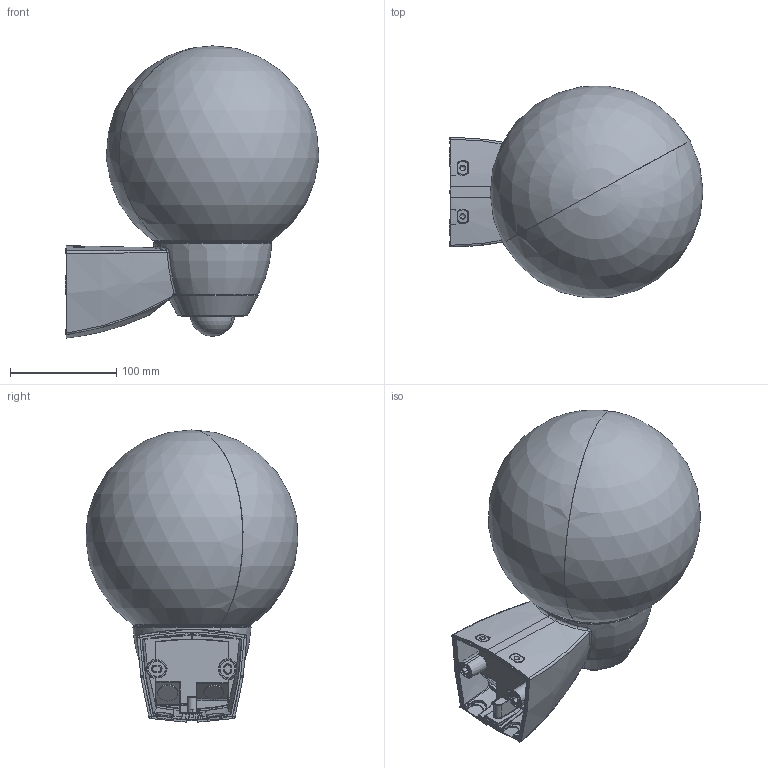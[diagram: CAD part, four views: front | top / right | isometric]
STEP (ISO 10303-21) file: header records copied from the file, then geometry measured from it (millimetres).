
FILE_DESCRIPTION('');
FILE_NAME('');
FILE_SCHEMA(('CONFIG_CONTROL_DESIGN'));
Length unit declared in the file: millimetre
Products named in the file (1): EL100026331
Bounding box: 239.57 x 199.68 x 275.64 mm (x, y, z)
Volume: 929676.7 mm3; surface area: 350721.1 mm2
Topology: 5 solids, 5 shells, 827 faces, 1991 edges, 1137 vertices
Faces by surface type: bspline 372, cylinder 181, plane 120, torus 63, sphere 54, extrusion 21, cone 12, revolution 4
Entity records: 44963 total; most frequent: CARTESIAN_POINT 29895, ORIENTED_EDGE 3844, EDGE_CURVE 1922, DIRECTION 1608, VERTEX_POINT 1137, B_SPLINE_CURVE_WITH_KNOTS 1094, EDGE_LOOP 861, ADVANCED_FACE 827
